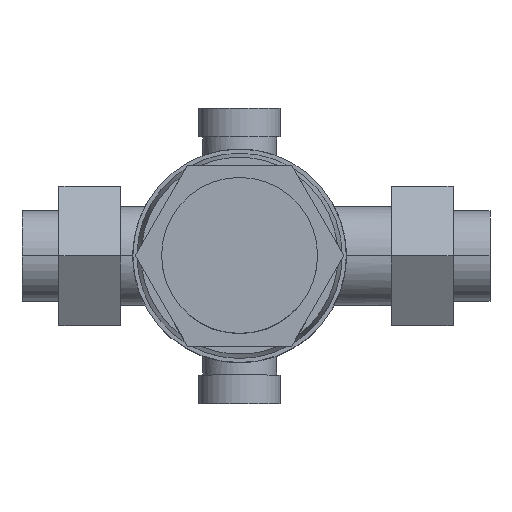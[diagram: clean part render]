
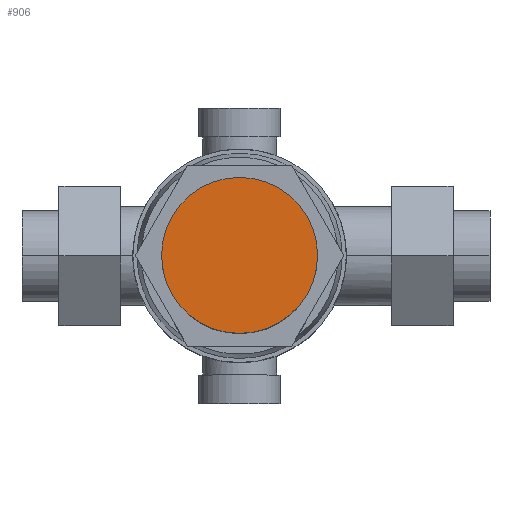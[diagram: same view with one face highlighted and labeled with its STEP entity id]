
A CAD part, top view. The second image highlights one B-rep face of the part: STEP entity #906.
In plain terms, the highlighted planar face has unit normal (0, 0, 1).
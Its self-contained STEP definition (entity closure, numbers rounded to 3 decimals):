
#736=EDGE_CURVE('',#1136,#964,#1610,.T.);
#906=ADVANCED_FACE('',(#1801),#1802,.T.);
#964=VERTEX_POINT('',#1869);
#1044=EDGE_CURVE('',#964,#1136,#1951,.T.);
#1136=VERTEX_POINT('',#2055);
#1610=CIRCLE('',#2793,19.0);
#1801=FACE_OUTER_BOUND('',#3177,.T.);
#1802=PLANE('',#3178);
#1869=CARTESIAN_POINT('',(-19.0,0.,89.0));
#1951=CIRCLE('',#3499,19.0);
#2055=CARTESIAN_POINT('',(19.0,0.0,89.0));
#2793=AXIS2_PLACEMENT_3D('',#4498,#4499,#4500);
#3177=EDGE_LOOP('',(#4708,#4709));
#3178=AXIS2_PLACEMENT_3D('',#4710,#4711,#4712);
#3499=AXIS2_PLACEMENT_3D('',#4870,#4871,#4872);
#4498=CARTESIAN_POINT('',(0.0,0.0,89.0));
#4499=DIRECTION('',(0.0,0.0,1.0));
#4500=DIRECTION('',(1.0,0.0,0.0));
#4708=ORIENTED_EDGE('',*,*,#736,.T.);
#4709=ORIENTED_EDGE('',*,*,#1044,.T.);
#4710=CARTESIAN_POINT('',(0.0,0.0,89.0));
#4711=DIRECTION('',(0.0,0.0,1.0));
#4712=DIRECTION('',(1.0,0.0,0.0));
#4870=CARTESIAN_POINT('',(0.0,0.0,89.0));
#4871=DIRECTION('',(0.0,0.0,1.0));
#4872=DIRECTION('',(1.0,0.0,0.0));
